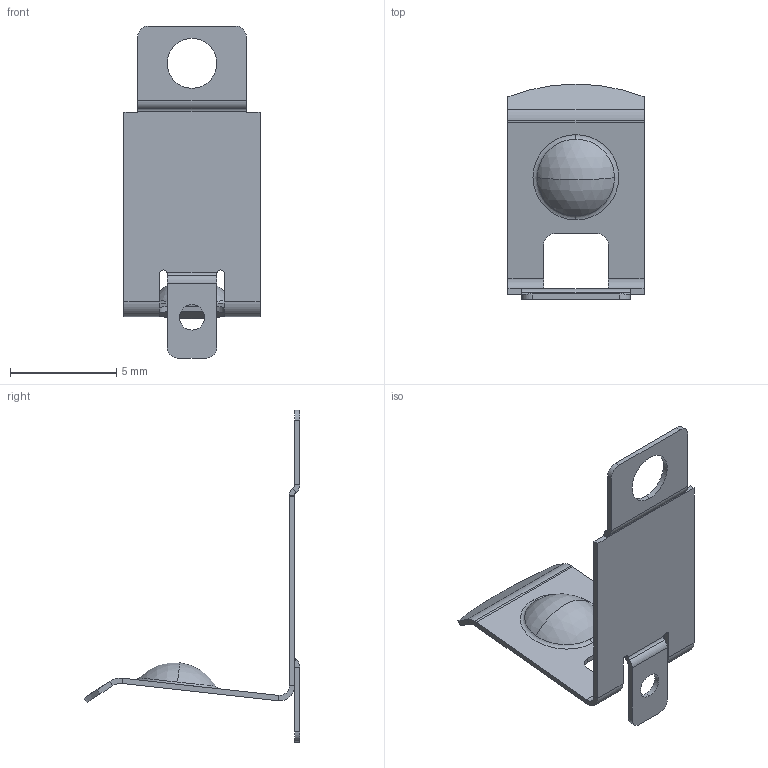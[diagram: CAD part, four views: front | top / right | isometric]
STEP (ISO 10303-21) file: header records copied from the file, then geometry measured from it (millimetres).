
FILE_DESCRIPTION (( 'STEP AP214' ), '1' );
FILE_NAME ('1E55CCEF-5098-4B13-A06B-74C8B68C8174.STEP', '2023-04-27T09:29:22', ( '' ), ( '' ), 'SwSTEP 2.0', 'SolidWorks 2022', '' );
FILE_SCHEMA (( 'AUTOMOTIVE_DESIGN' ));
Length unit declared in the file: millimetre
Products named in the file (1): 1E55CCEF-5098-4B13-A06B-74C8B68C8174
Bounding box: 6.4 x 10.14 x 15.6 mm (x, y, z)
Volume: 34 mm3; surface area: 294.9 mm2
Topology: 1 solids, 1 shells, 82 faces, 194 edges, 114 vertices
Faces by surface type: plane 43, cylinder 29, torus 4, sphere 4, bspline 2
Entity records: 2398 total; most frequent: CARTESIAN_POINT 441, DIRECTION 422, ORIENTED_EDGE 388, EDGE_CURVE 194, AXIS2_PLACEMENT_3D 155, VERTEX_POINT 114, VECTOR 112, LINE 112
